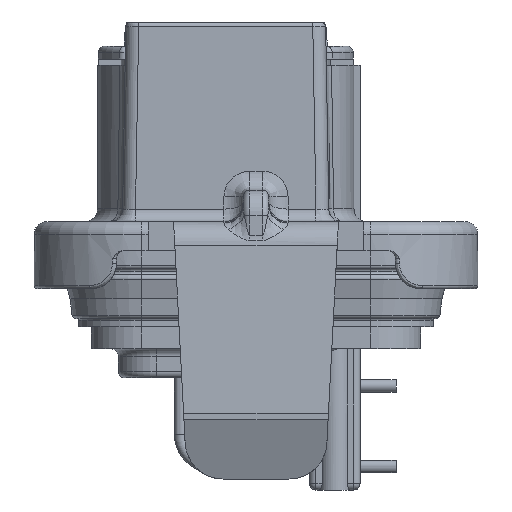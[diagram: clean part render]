
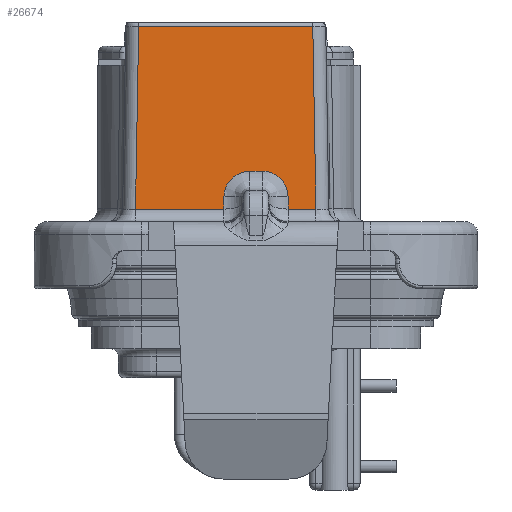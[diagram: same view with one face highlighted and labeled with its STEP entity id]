
A CAD part, left-side view. The second image highlights one B-rep face of the part: STEP entity #26674.
In plain terms, the highlighted planar face has unit normal (-1, 0, 0.018).
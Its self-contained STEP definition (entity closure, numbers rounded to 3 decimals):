
#1083=FACE_OUTER_BOUND('',#2668,.T.);
#2668=EDGE_LOOP('',(#18467,#18468,#18469,#18470,#18471,#18472,#18473,#18474,
#18475,#18476));
#4391=ELLIPSE('',#28436,2.032,2.032);
#4392=ELLIPSE('',#28437,2.032,2.032);
#6062=LINE('',#41771,#8704);
#6063=LINE('',#41867,#8705);
#6064=LINE('',#41871,#8706);
#6065=LINE('',#41873,#8707);
#6066=LINE('',#41875,#8708);
#6067=LINE('',#41877,#8709);
#6068=LINE('',#41881,#8710);
#6069=LINE('',#41884,#8711);
#8704=VECTOR('',#31930,14.38);
#8705=VECTOR('',#31935,2.201);
#8706=VECTOR('',#31940,13.729);
#8707=VECTOR('',#31941,14.38);
#8708=VECTOR('',#31942,6.976);
#8709=VECTOR('',#31943,0.956);
#8710=VECTOR('',#31946,0.991);
#8711=VECTOR('',#31949,0.956);
#11404=VERTEX_POINT('',#41767);
#11405=VERTEX_POINT('',#41769);
#11406=VERTEX_POINT('',#41866);
#11407=VERTEX_POINT('',#41870);
#11408=VERTEX_POINT('',#41872);
#11409=VERTEX_POINT('',#41874);
#11410=VERTEX_POINT('',#41876);
#11411=VERTEX_POINT('',#41878);
#11412=VERTEX_POINT('',#41880);
#11413=VERTEX_POINT('',#41882);
#14088=EDGE_CURVE('',#11404,#11405,#6062,.T.);
#14090=EDGE_CURVE('',#11404,#11406,#6063,.T.);
#14092=EDGE_CURVE('',#11407,#11405,#6064,.T.);
#14093=EDGE_CURVE('',#11408,#11407,#6065,.T.);
#14094=EDGE_CURVE('',#11409,#11408,#6066,.T.);
#14095=EDGE_CURVE('',#11410,#11409,#6067,.T.);
#14096=EDGE_CURVE('',#11411,#11410,#4391,.T.);
#14097=EDGE_CURVE('',#11412,#11411,#6068,.T.);
#14098=EDGE_CURVE('',#11413,#11412,#4392,.T.);
#14099=EDGE_CURVE('',#11406,#11413,#6069,.T.);
#18467=ORIENTED_EDGE('',*,*,#14090,.F.);
#18468=ORIENTED_EDGE('',*,*,#14088,.T.);
#18469=ORIENTED_EDGE('',*,*,#14092,.F.);
#18470=ORIENTED_EDGE('',*,*,#14093,.F.);
#18471=ORIENTED_EDGE('',*,*,#14094,.F.);
#18472=ORIENTED_EDGE('',*,*,#14095,.F.);
#18473=ORIENTED_EDGE('',*,*,#14096,.F.);
#18474=ORIENTED_EDGE('',*,*,#14097,.F.);
#18475=ORIENTED_EDGE('',*,*,#14098,.F.);
#18476=ORIENTED_EDGE('',*,*,#14099,.F.);
#25795=PLANE('',#28435);
#26674=ADVANCED_FACE('',(#1083),#25795,.T.);
#28435=AXIS2_PLACEMENT_3D('',#41869,#31938,#31939);
#28436=AXIS2_PLACEMENT_3D('',#41879,#31944,#31945);
#28437=AXIS2_PLACEMENT_3D('',#41883,#31947,#31948);
#31930=DIRECTION('',(0.017,0.017,1.));
#31935=DIRECTION('',(0.,1.,0.));
#31938=DIRECTION('center_axis',(-1.,0.,0.017));
#31939=DIRECTION('ref_axis',(0.,-1.,0.));
#31940=DIRECTION('',(0.,-1.,0.));
#31941=DIRECTION('',(0.017,-0.017,1.));
#31942=DIRECTION('',(0.,1.,0.));
#31943=DIRECTION('',(-0.017,0.,-1.));
#31944=DIRECTION('center_axis',(-1.,0.,
0.017));
#31945=DIRECTION('ref_axis',(0.017,0.01,1.));
#31946=DIRECTION('',(0.,1.,0.));
#31947=DIRECTION('center_axis',(-1.,0.,0.017));
#31948=DIRECTION('ref_axis',(0.017,-0.01,1.));
#31949=DIRECTION('',(0.017,0.,1.));
#41767=CARTESIAN_POINT('',(-48.276,-7.116,-14.75));
#41769=CARTESIAN_POINT('',(-48.025,-6.865,-0.374));
#41771=CARTESIAN_POINT('',(-48.276,-7.116,-14.75));
#41866=CARTESIAN_POINT('',(-48.276,-4.915,-14.75));
#41867=CARTESIAN_POINT('',(-48.276,-7.116,-14.75));
#41869=CARTESIAN_POINT('Origin',(-48.019,-8.994,0.));
#41870=CARTESIAN_POINT('',(-48.025,6.865,-0.374));
#41871=CARTESIAN_POINT('',(-48.025,6.865,-0.374));
#41872=CARTESIAN_POINT('',(-48.276,7.116,-14.75));
#41873=CARTESIAN_POINT('',(-48.276,7.116,-14.75));
#41874=CARTESIAN_POINT('',(-48.276,0.14,-14.75));
#41875=CARTESIAN_POINT('',(-48.276,0.14,-14.75));
#41876=CARTESIAN_POINT('',(-48.259,0.14,-13.793));
#41877=CARTESIAN_POINT('',(-48.259,0.14,-13.793));
#41878=CARTESIAN_POINT('',(-48.224,-1.892,-11.761));
#41879=CARTESIAN_POINT('Origin',(-48.259,-1.892,-13.793));
#41880=CARTESIAN_POINT('',(-48.224,-2.883,-11.761));
#41881=CARTESIAN_POINT('',(-48.224,-2.883,-11.761));
#41882=CARTESIAN_POINT('',(-48.259,-4.915,-13.793));
#41883=CARTESIAN_POINT('Origin',(-48.259,-2.883,-13.793));
#41884=CARTESIAN_POINT('',(-48.276,-4.915,-14.75));
